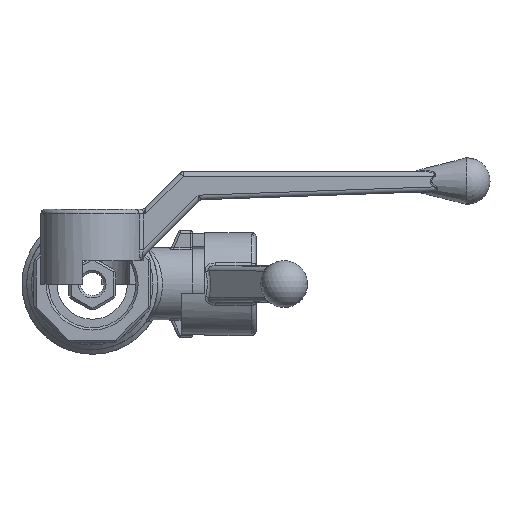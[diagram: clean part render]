
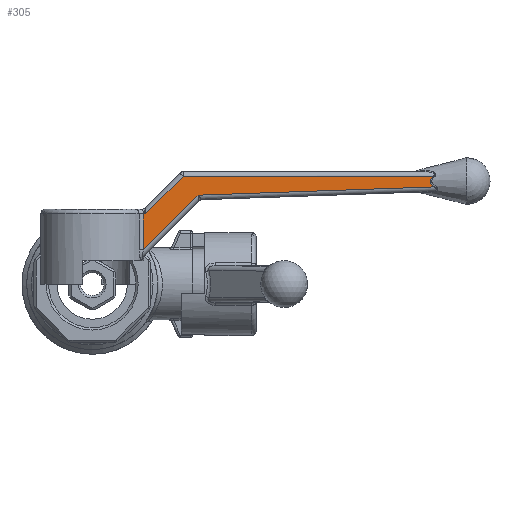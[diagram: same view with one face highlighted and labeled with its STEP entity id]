
A CAD part, front view. The second image highlights one B-rep face of the part: STEP entity #305.
In plain terms, the highlighted planar face has unit normal (0.013, -1, 0).
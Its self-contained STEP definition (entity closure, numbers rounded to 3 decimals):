
#305 = ADVANCED_FACE( '', ( #836 ), #837, .T. );
#836 = FACE_OUTER_BOUND( '', #1628, .T. );
#837 = PLANE( '', #1629 );
#1628 = EDGE_LOOP( '', ( #3841, #3842, #3843, #3844, #3845, #3846, #3847 ) );
#1629 = AXIS2_PLACEMENT_3D( '', #3848, #3849, #3850 );
#3841 = ORIENTED_EDGE( '', *, *, #5808, .T. );
#3842 = ORIENTED_EDGE( '', *, *, #5809, .T. );
#3843 = ORIENTED_EDGE( '', *, *, #5810, .T. );
#3844 = ORIENTED_EDGE( '', *, *, #5811, .T. );
#3845 = ORIENTED_EDGE( '', *, *, #5812, .T. );
#3846 = ORIENTED_EDGE( '', *, *, #5813, .T. );
#3847 = ORIENTED_EDGE( '', *, *, #5814, .T. );
#3848 = CARTESIAN_POINT( '', ( 5., -4., -111.004 ) );
#3849 = DIRECTION( '', ( 0.013, -1., 0. ) );
#3850 = DIRECTION( '', ( 1., 0.013, 0. ) );
#5808 = EDGE_CURVE( '', #6653, #6654, #6655, .F. );
#5809 = EDGE_CURVE( '', #6654, #6656, #6657, .T. );
#5810 = EDGE_CURVE( '', #6656, #6658, #6659, .F. );
#5811 = EDGE_CURVE( '', #6658, #6660, #6661, .F. );
#5812 = EDGE_CURVE( '', #6660, #6662, #6663, .F. );
#5813 = EDGE_CURVE( '', #6662, #6664, #6665, .F. );
#5814 = EDGE_CURVE( '', #6664, #6653, #6666, .F. );
#6653 = VERTEX_POINT( '', #7826 );
#6654 = VERTEX_POINT( '', #7827 );
#6655 = LINE( '', #7828, #7829 );
#6656 = VERTEX_POINT( '', #7830 );
#6657 = B_SPLINE_CURVE_WITH_KNOTS( '', 3, ( #7831, #7832, #7833, #7834, #7835, #7836, #7837, #7838, #7839, #7840, #7841, #7842, #7843, #7844, #7845, #7846, #7847, #7848, #7849, #7850, #7851, #7852, #7853, #7854, #7855, #7856, #7857, #7858, #7859, #7860, #7861, #7862, #7863, #7864, #7865, #7866, #7867, #7868, #7869, #7870, #7871, #7872, #7873, #7874, #7875, #7876, #7877, #7878 ), .UNSPECIFIED., .F., .F., ( 4, 1, 2, 2, 2, 2, 1, 2, 2, 2, 2, 1, 1, 2, 2, 2, 1, 2, 2, 2, 2, 2, 2, 1, 2, 2, 4 ), ( 0., 0., 0., 0., 0.001, 0.001, 0.001, 0.001, 0.001, 0.001, 0.001, 0.001, 0.001, 0.001, 0.001, 0.002, 0.002, 0.002, 0.002, 0.002, 0.002, 0.002, 0.002, 0.002, 0.002, 0.002, 0.003 ), .UNSPECIFIED. );
#6658 = VERTEX_POINT( '', #7879 );
#6659 = LINE( '', #7880, #7881 );
#6660 = VERTEX_POINT( '', #7882 );
#6661 = LINE( '', #7883, #7884 );
#6662 = VERTEX_POINT( '', #7885 );
#6663 = LINE( '', #7886, #7887 );
#6664 = VERTEX_POINT( '', #7888 );
#6665 = LINE( '', #7889, #7890 );
#6666 = LINE( '', #7891, #7892 );
#7826 = CARTESIAN_POINT( '', ( 22.595, -3.765, 18.996 ) );
#7827 = CARTESIAN_POINT( '', ( 72.978, -3.094, 20.755 ) );
#7828 = CARTESIAN_POINT( '', ( 74.999, -3.067, 20.825 ) );
#7829 = VECTOR( '', #11836, 1000. );
#7830 = CARTESIAN_POINT( '', ( 72.732, -3.097, 23. ) );
#7831 = CARTESIAN_POINT( '', ( 72.978, -3.094, 20.755 ) );
#7832 = CARTESIAN_POINT( '', ( 72.938, -3.094, 20.791 ) );
#7833 = CARTESIAN_POINT( '', ( 72.86, -3.095, 20.865 ) );
#7834 = CARTESIAN_POINT( '', ( 72.785, -3.096, 20.942 ) );
#7835 = CARTESIAN_POINT( '', ( 72.712, -3.097, 21.021 ) );
#7836 = CARTESIAN_POINT( '', ( 72.677, -3.098, 21.062 ) );
#7837 = CARTESIAN_POINT( '', ( 72.61, -3.099, 21.145 ) );
#7838 = CARTESIAN_POINT( '', ( 72.577, -3.099, 21.187 ) );
#7839 = CARTESIAN_POINT( '', ( 72.516, -3.1, 21.275 ) );
#7840 = CARTESIAN_POINT( '', ( 72.486, -3.1, 21.321 ) );
#7841 = CARTESIAN_POINT( '', ( 72.453, -3.101, 21.379 ) );
#7842 = CARTESIAN_POINT( '', ( 72.443, -3.101, 21.397 ) );
#7843 = CARTESIAN_POINT( '', ( 72.433, -3.101, 21.415 ) );
#7844 = CARTESIAN_POINT( '', ( 72.426, -3.101, 21.427 ) );
#7845 = CARTESIAN_POINT( '', ( 72.423, -3.101, 21.433 ) );
#7846 = CARTESIAN_POINT( '', ( 72.408, -3.101, 21.463 ) );
#7847 = CARTESIAN_POINT( '', ( 72.396, -3.101, 21.488 ) );
#7848 = CARTESIAN_POINT( '', ( 72.363, -3.102, 21.562 ) );
#7849 = CARTESIAN_POINT( '', ( 72.343, -3.102, 21.613 ) );
#7850 = CARTESIAN_POINT( '', ( 72.319, -3.102, 21.69 ) );
#7851 = CARTESIAN_POINT( '', ( 72.308, -3.103, 21.73 ) );
#7852 = CARTESIAN_POINT( '', ( 72.298, -3.103, 21.776 ) );
#7853 = CARTESIAN_POINT( '', ( 72.294, -3.103, 21.796 ) );
#7854 = CARTESIAN_POINT( '', ( 72.292, -3.103, 21.81 ) );
#7855 = CARTESIAN_POINT( '', ( 72.291, -3.103, 21.817 ) );
#7856 = CARTESIAN_POINT( '', ( 72.272, -3.103, 21.931 ) );
#7857 = CARTESIAN_POINT( '', ( 72.271, -3.103, 22.039 ) );
#7858 = CARTESIAN_POINT( '', ( 72.287, -3.103, 22.16 ) );
#7859 = CARTESIAN_POINT( '', ( 72.29, -3.103, 22.18 ) );
#7860 = CARTESIAN_POINT( '', ( 72.294, -3.103, 22.2 ) );
#7861 = CARTESIAN_POINT( '', ( 72.296, -3.103, 22.214 ) );
#7862 = CARTESIAN_POINT( '', ( 72.298, -3.103, 22.22 ) );
#7863 = CARTESIAN_POINT( '', ( 72.305, -3.103, 22.254 ) );
#7864 = CARTESIAN_POINT( '', ( 72.311, -3.103, 22.28 ) );
#7865 = CARTESIAN_POINT( '', ( 72.333, -3.102, 22.359 ) );
#7866 = CARTESIAN_POINT( '', ( 72.352, -3.102, 22.41 ) );
#7867 = CARTESIAN_POINT( '', ( 72.383, -3.102, 22.485 ) );
#7868 = CARTESIAN_POINT( '', ( 72.395, -3.101, 22.51 ) );
#7869 = CARTESIAN_POINT( '', ( 72.413, -3.101, 22.546 ) );
#7870 = CARTESIAN_POINT( '', ( 72.419, -3.101, 22.558 ) );
#7871 = CARTESIAN_POINT( '', ( 72.432, -3.101, 22.583 ) );
#7872 = CARTESIAN_POINT( '', ( 72.464, -3.1, 22.643 ) );
#7873 = CARTESIAN_POINT( '', ( 72.5, -3.1, 22.7 ) );
#7874 = CARTESIAN_POINT( '', ( 72.561, -3.099, 22.79 ) );
#7875 = CARTESIAN_POINT( '', ( 72.593, -3.099, 22.833 ) );
#7876 = CARTESIAN_POINT( '', ( 72.66, -3.098, 22.918 ) );
#7877 = CARTESIAN_POINT( '', ( 72.695, -3.097, 22.96 ) );
#7878 = CARTESIAN_POINT( '', ( 72.732, -3.097, 23. ) );
#7879 = CARTESIAN_POINT( '', ( 19.428, -3.808, 23. ) );
#7880 = CARTESIAN_POINT( '', ( 19., -3.813, 23. ) );
#7881 = VECTOR( '', #11837, 1000. );
#7882 = CARTESIAN_POINT( '', ( 11.428, -3.914, 15. ) );
#7883 = CARTESIAN_POINT( '', ( 11.714, -3.91, 15.286 ) );
#7884 = VECTOR( '', #11838, 1000. );
#7885 = CARTESIAN_POINT( '', ( 10.931, -3.921, 15. ) );
#7886 = CARTESIAN_POINT( '', ( 9.189, -3.944, 15. ) );
#7887 = VECTOR( '', #11839, 1000. );
#7888 = CARTESIAN_POINT( '', ( 10.931, -3.921, 7.332 ) );
#7889 = CARTESIAN_POINT( '', ( 10.931, -3.921, 6.675 ) );
#7890 = VECTOR( '', #11840, 1000. );
#7891 = CARTESIAN_POINT( '', ( 22.309, -3.769, 18.71 ) );
#7892 = VECTOR( '', #11841, 1000. );
#11836 = DIRECTION( '', ( -0.999, -0.013, -0.035 ) );
#11837 = DIRECTION( '', ( 1., 0.013, 0. ) );
#11838 = DIRECTION( '', ( 0.707, 0.009, 0.707 ) );
#11839 = DIRECTION( '', ( 1., 0.013, 0. ) );
#11840 = DIRECTION( '', ( 0., 0., 1. ) );
#11841 = DIRECTION( '', ( -0.707, -0.009, -0.707 ) );
